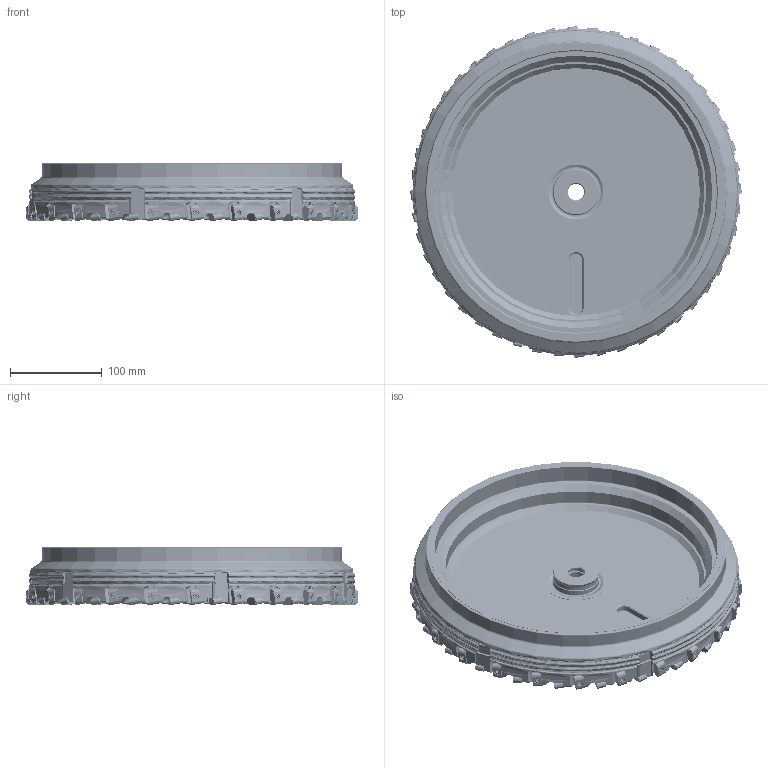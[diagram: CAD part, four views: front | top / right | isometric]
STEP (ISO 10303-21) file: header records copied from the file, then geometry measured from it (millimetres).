
FILE_DESCRIPTION(/* description */ (''),/* implementation_level */ '2;1');
FILE_NAME(/* name */ 'toolassembly_1.stp',/* time_stamp */ '2019-12-20T10:09:23+01:00',/* author */ (''),/* organization */ ('SMS'),/* preprocessor_version */ 'ST-DEVELOPER v16.7',/* originating_system */ 'SIEMENS PLM Software NX 12.0',/* authorisation */ '');
FILE_SCHEMA (('AUTOMOTIVE_DESIGN { 1 0 10303 214 3 1 1 1 }'));
Products named in the file (4): ASSEMBLY_CONSTRUCTION; CUT_20191220100640; NOCUT_20191220100640; TOOLASSEMBLY_1
Assembly tree (50 placements, depth 2):
  TOOLASSEMBLY_1
    NOCUT_20191220100640
    CUT_20191220100640  x48
    ASSEMBLY_CONSTRUCTION
Bounding box: 361.91 x 361.91 x 63.01 mm (x, y, z)
Volume: 2226430.2 mm3; surface area: 363157.5 mm2
Topology: 49 solids, 49 shells, 10248 faces, 26238 edges, 16437 vertices
Faces by surface type: plane 4768, cylinder 3293, cone 644, extrusion 576, torus 457, bspline 384, sphere 126
Full cylindrical faces by diameter (mm): 3.5 x48, 4 x48, 4.7 x48, 5.45 x48, 18 x2, 20 x1, 32 x1, 48.5 x1, 49.96 x1, 49.985 x1, 70 x1, 285.15 x1, 308.65 x1, 321.9 x1, 328 x1, 352.13 x1
Entity records: 149120 total; most frequent: CARTESIAN_POINT 55452, DIRECTION 19308, ORIENTED_EDGE 19256, EDGE_CURVE 9628, AXIS2_PLACEMENT_3D 7463, VERTEX_POINT 6364, VECTOR 4382, EDGE_LOOP 4318
